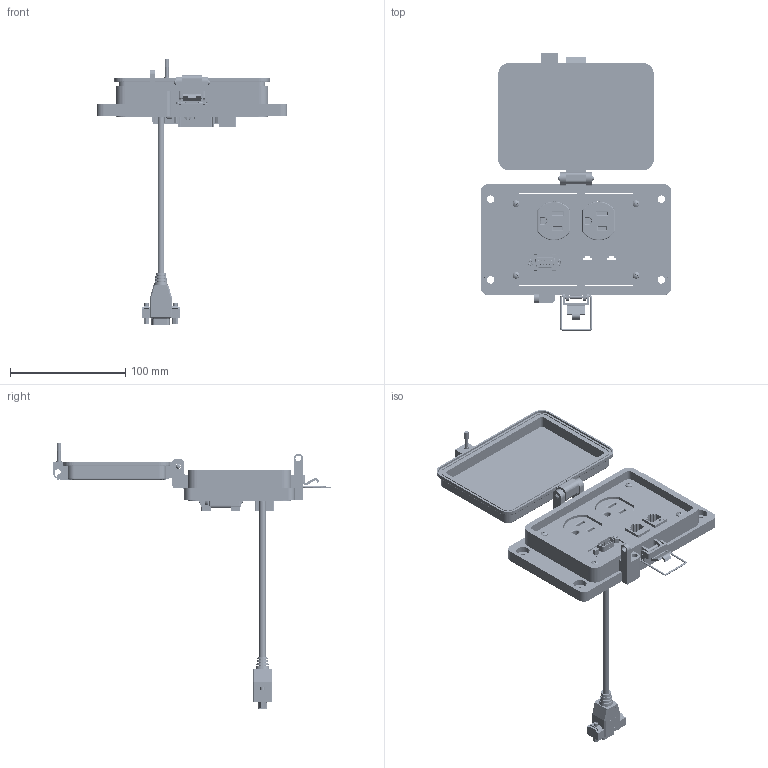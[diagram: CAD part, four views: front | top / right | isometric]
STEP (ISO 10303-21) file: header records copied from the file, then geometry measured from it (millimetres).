
FILE_DESCRIPTION (( 'STEP AP203' ), '1' );
FILE_NAME ('P-P1R2#2-M2RD0_3D.STEP', '2021-10-13T16:16:03', ( '' ), ( '' ), 'SwSTEP 2.0', 'SolidWorks 2019', '' );
FILE_SCHEMA (( 'CONFIG_CONTROL_DESIGN' ));
Length unit declared in the file: millimetre
Products named in the file (18): P-P1R2#2-M2RD0_FP060_1; P-P1R2#2-M2RD0_BP180_1; R2; 92005A124_METRIC PAN HEAD PHILLIPS MACHINE SCREW_92005A124; P-P1R2#2-M2RD0_TP060_1; P1; P-P1R2#2-M2RD0_3D; Z-000-44038FH_90273A108; Z-200-OTLT-RD_Removed tabs; Z-000-440316 JACK SCREW_92710A212; Z-300-RJ45CAT5; Z-000-4243316TFP; Z-002-4401_4HN_90675A005; -M2; Z-H-M2_B; Z-000-440316 NUT_95130A110; RD_removed tabs
Assembly tree (29 placements, depth 3):
  P-P1R2#2-M2RD0_3D
    P-P1R2#2-M2RD0_BP180_1
    P-P1R2#2-M2RD0_TP060_1
    Z-000-4243316TFP  x4
    RD_removed tabs
      Z-200-OTLT-RD_Removed tabs
    Z-000-44038FH_90273A108  x3
    Z-002-4401_4HN_90675A005  x2
    P-P1R2#2-M2RD0_FP060_1
    P1
    Z-000-440316 JACK SCREW_92710A212  x2
    Z-000-440316 NUT_95130A110  x2
    R2
      Z-300-RJ45CAT5
    R2
      Z-300-RJ45CAT5
    -M2
      Z-H-M2_B
    92005A124_METRIC PAN HEAD PHILLIPS MACHINE SCREW_92005A124  x4
Bounding box: 164.96 x 240.59 x 230.67 mm (x, y, z)
Volume: 272340.4 mm3; surface area: 191744.7 mm2
Topology: 53 solids, 53 shells, 4210 faces, 11469 edges, 7445 vertices
Faces by surface type: cylinder 1673, plane 1640, bspline 501, cone 279, sphere 60, torus 57
Entity records: 108542 total; most frequent: CARTESIAN_POINT 40278, ORIENTED_EDGE 14772, DIRECTION 12410, EDGE_CURVE 7386, VERTEX_POINT 4787, LINE 4194, VECTOR 4194, AXIS2_PLACEMENT_3D 4108
